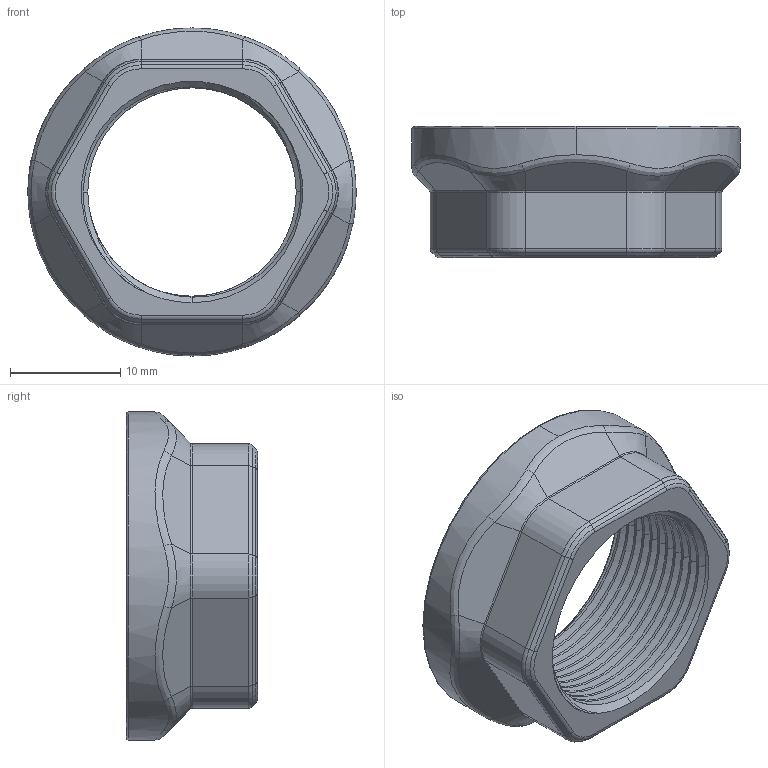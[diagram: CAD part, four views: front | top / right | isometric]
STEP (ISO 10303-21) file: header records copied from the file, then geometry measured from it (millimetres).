
FILE_DESCRIPTION (( 'STEP AP203' ), '1' );
FILE_NAME ('Nut.STEP', '2020-03-29T10:55:25', ( '' ), ( '' ), 'SwSTEP 2.0', 'SolidWorks 2018', '' );
FILE_SCHEMA (( 'CONFIG_CONTROL_DESIGN' ));
Length unit declared in the file: millimetre
Products named in the file (1): Nut
Bounding box: 29.8 x 11.9 x 29.8 mm (x, y, z)
Volume: 2847.1 mm3; surface area: 3144.7 mm2
Topology: 1 solids, 1 shells, 189 faces, 447 edges, 262 vertices
Faces by surface type: bspline 64, cylinder 54, torus 28, plane 22, cone 21
Entity records: 6621 total; most frequent: CARTESIAN_POINT 2855, ORIENTED_EDGE 894, DIRECTION 659, EDGE_CURVE 447, VERTEX_POINT 262, AXIS2_PLACEMENT_3D 253, EDGE_LOOP 193, FACE_OUTER_BOUND 189
